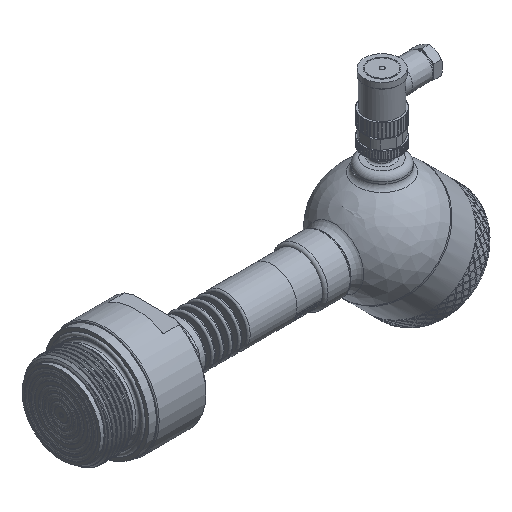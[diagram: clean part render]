
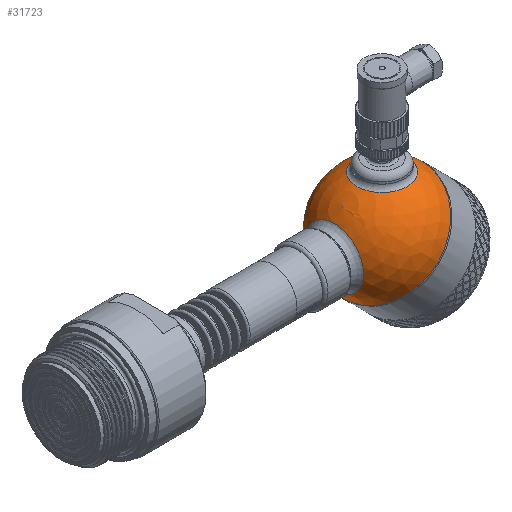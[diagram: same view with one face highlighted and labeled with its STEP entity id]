
A CAD part, isometric view. The second image highlights one B-rep face of the part: STEP entity #31723.
In plain terms, the highlighted spherical face has radius 30 mm.
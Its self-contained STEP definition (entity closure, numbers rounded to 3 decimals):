
#43=SPHERICAL_SURFACE('',#33098,30.);
#443=FACE_BOUND('',#10550,.T.);
#444=FACE_BOUND('',#10551,.T.);
#8399=FACE_OUTER_BOUND('',#10549,.T.);
#10549=EDGE_LOOP('',(#27389,#27390,#27391,#27392));
#10550=EDGE_LOOP('',(#27393));
#10551=EDGE_LOOP('',(#27394));
#11399=CIRCLE('',#33095,15.643);
#11402=CIRCLE('',#33099,30.);
#11403=CIRCLE('',#33100,30.);
#11404=CIRCLE('',#33101,30.);
#11405=CIRCLE('',#33102,13.5);
#14465=VERTEX_POINT('',#69348);
#14467=VERTEX_POINT('',#69354);
#14468=VERTEX_POINT('',#69355);
#14469=VERTEX_POINT('',#69357);
#14470=VERTEX_POINT('',#69360);
#18914=EDGE_CURVE('',#14465,#14465,#11399,.T.);
#18917=EDGE_CURVE('',#14467,#14468,#11402,.T.);
#18918=EDGE_CURVE('',#14467,#14469,#11403,.T.);
#18919=EDGE_CURVE('',#14468,#14467,#11404,.T.);
#18920=EDGE_CURVE('',#14470,#14470,#11405,.T.);
#27389=ORIENTED_EDGE('',*,*,#18917,.F.);
#27390=ORIENTED_EDGE('',*,*,#18918,.T.);
#27391=ORIENTED_EDGE('',*,*,#18918,.F.);
#27392=ORIENTED_EDGE('',*,*,#18919,.F.);
#27393=ORIENTED_EDGE('',*,*,#18914,.F.);
#27394=ORIENTED_EDGE('',*,*,#18920,.F.);
#31723=ADVANCED_FACE('',(#8399,#443,#444),#43,.T.);
#33095=AXIS2_PLACEMENT_3D('',#69349,#36535,#36536);
#33098=AXIS2_PLACEMENT_3D('',#69353,#36541,#36542);
#33099=AXIS2_PLACEMENT_3D('',#69356,#36543,#36544);
#33100=AXIS2_PLACEMENT_3D('',#69358,#36545,#36546);
#33101=AXIS2_PLACEMENT_3D('',#69359,#36547,#36548);
#33102=AXIS2_PLACEMENT_3D('',#69361,#36549,#36550);
#36535=DIRECTION('center_axis',(-0.707,0.,0.707));
#36536=DIRECTION('ref_axis',(0.707,0.,0.707));
#36541=DIRECTION('center_axis',(1.,0.,0.));
#36542=DIRECTION('ref_axis',(0.,-1.,0.));
#36543=DIRECTION('center_axis',(1.,0.,0.));
#36544=DIRECTION('ref_axis',(0.,1.,0.));
#36545=DIRECTION('center_axis',(0.,0.,1.));
#36546=DIRECTION('ref_axis',(0.,1.,0.));
#36547=DIRECTION('center_axis',(1.,0.,0.));
#36548=DIRECTION('ref_axis',(0.,1.,0.));
#36549=DIRECTION('center_axis',(-0.707,0.,-0.707));
#36550=DIRECTION('ref_axis',(-0.707,0.,0.707));
#69348=CARTESIAN_POINT('',(-29.162,0.,7.04));
#69349=CARTESIAN_POINT('Origin',(-18.101,0.,18.101));
#69353=CARTESIAN_POINT('Origin',(0.,0.,0.));
#69354=CARTESIAN_POINT('',(0.,30.,0.));
#69355=CARTESIAN_POINT('',(0.,-30.,0.));
#69356=CARTESIAN_POINT('Origin',(0.,0.,0.));
#69357=CARTESIAN_POINT('',(-30.,0.,0.));
#69358=CARTESIAN_POINT('Origin',(0.,0.,0.));
#69359=CARTESIAN_POINT('Origin',(0.,0.,0.));
#69360=CARTESIAN_POINT('',(-9.398,0.,-28.49));
#69361=CARTESIAN_POINT('Origin',(-18.944,0.,-18.944));
